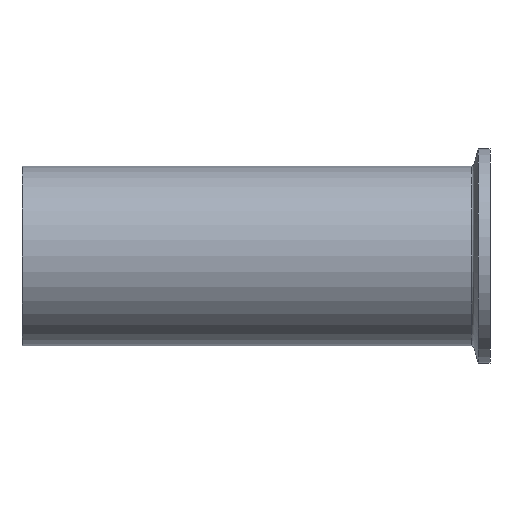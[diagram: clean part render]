
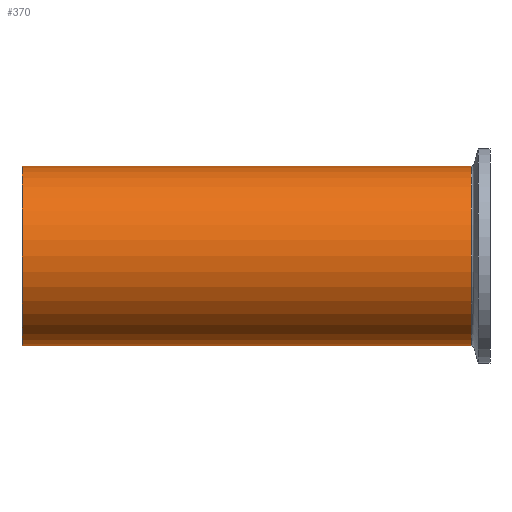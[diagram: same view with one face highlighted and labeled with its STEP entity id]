
A CAD part, left-side view. The second image highlights one B-rep face of the part: STEP entity #370.
In plain terms, the highlighted cylindrical face has radius 23 mm (diameter 46 mm), a partial arc.
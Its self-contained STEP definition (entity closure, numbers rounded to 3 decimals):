
#1 = AXIS2_PLACEMENT_3D ( 'NONE', #420, #218, #154 ) ;
#9 = ORIENTED_EDGE ( 'NONE', *, *, #30, .T. ) ;
#30 = EDGE_CURVE ( 'NONE', #339, #256, #134, .T. ) ;
#35 = CARTESIAN_POINT ( 'NONE',  ( 0., 4.82, -23. ) ) ;
#68 = DIRECTION ( 'NONE',  ( 0., -1., 0. ) ) ;
#78 = CIRCLE ( 'NONE', #1, 23. ) ;
#88 = EDGE_CURVE ( 'NONE', #256, #464, #211, .T. ) ;
#98 = DIRECTION ( 'NONE',  ( 0., -1., 0. ) ) ;
#134 = CIRCLE ( 'NONE', #404, 23. ) ;
#151 = LINE ( 'NONE', #249, #164 ) ;
#154 = DIRECTION ( 'NONE',  ( 0., 0., -1. ) ) ;
#156 = DIRECTION ( 'NONE',  ( 0., -1., 0. ) ) ;
#158 = ORIENTED_EDGE ( 'NONE', *, *, #459, .F. ) ;
#164 = VECTOR ( 'NONE', #460, 1000. ) ;
#201 = CARTESIAN_POINT ( 'NONE',  ( 0., -8.385, -23. ) ) ;
#211 = LINE ( 'NONE', #201, #305 ) ;
#213 = CARTESIAN_POINT ( 'NONE',  ( 0., 120., -23. ) ) ;
#217 = CARTESIAN_POINT ( 'NONE',  ( 0., 120., 23. ) ) ;
#218 = DIRECTION ( 'NONE',  ( 0., 1., 0. ) ) ;
#249 = CARTESIAN_POINT ( 'NONE',  ( 0., -8.385, 23. ) ) ;
#256 = VERTEX_POINT ( 'NONE', #213 ) ;
#269 = CARTESIAN_POINT ( 'NONE',  ( 0., 4.82, 23. ) ) ;
#278 = AXIS2_PLACEMENT_3D ( 'NONE', #374, #98, #398 ) ;
#291 = ORIENTED_EDGE ( 'NONE', *, *, #88, .T. ) ;
#305 = VECTOR ( 'NONE', #156, 1000. ) ;
#335 = EDGE_CURVE ( 'NONE', #464, #360, #78, .T. ) ;
#339 = VERTEX_POINT ( 'NONE', #217 ) ;
#346 = CYLINDRICAL_SURFACE ( 'NONE', #278, 23. ) ;
#348 = ORIENTED_EDGE ( 'NONE', *, *, #335, .T. ) ;
#358 = FACE_OUTER_BOUND ( 'NONE', #391, .T. ) ;
#359 = CARTESIAN_POINT ( 'NONE',  ( 0., 120., 0. ) ) ;
#360 = VERTEX_POINT ( 'NONE', #269 ) ;
#370 = ADVANCED_FACE ( 'NONE', ( #358 ), #346, .T. ) ;
#374 = CARTESIAN_POINT ( 'NONE',  ( 0., -8.385, 0. ) ) ;
#391 = EDGE_LOOP ( 'NONE', ( #158, #9, #291, #348 ) ) ;
#398 = DIRECTION ( 'NONE',  ( 0., 0., -1. ) ) ;
#404 = AXIS2_PLACEMENT_3D ( 'NONE', #359, #68, #405 ) ;
#405 = DIRECTION ( 'NONE',  ( 0., 0., -1. ) ) ;
#420 = CARTESIAN_POINT ( 'NONE',  ( 0., 4.82, 0. ) ) ;
#459 = EDGE_CURVE ( 'NONE', #339, #360, #151, .T. ) ;
#460 = DIRECTION ( 'NONE',  ( 0., -1., 0. ) ) ;
#464 = VERTEX_POINT ( 'NONE', #35 ) ;
